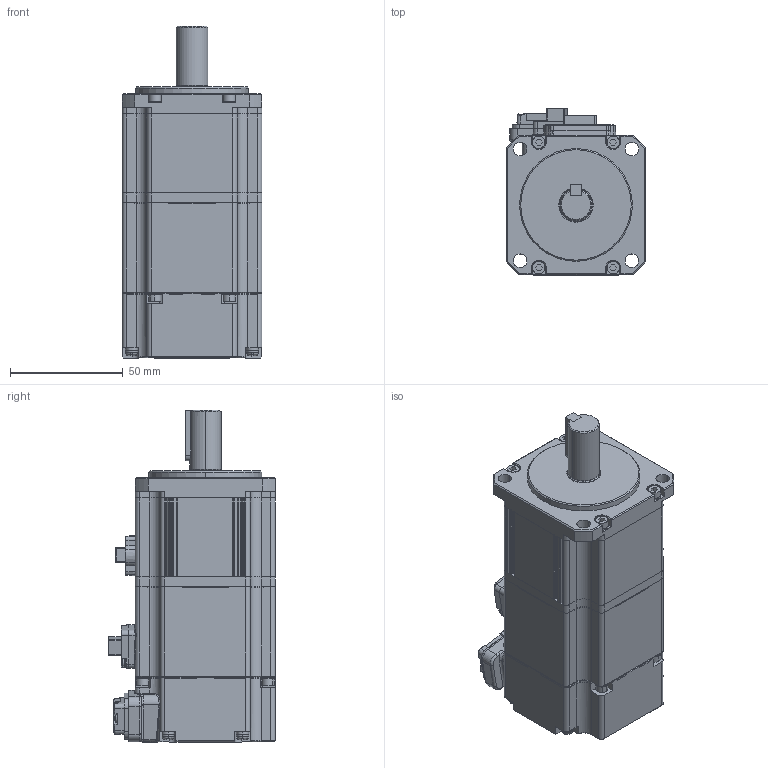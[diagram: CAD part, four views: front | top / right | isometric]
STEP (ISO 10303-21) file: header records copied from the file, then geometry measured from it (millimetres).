
FILE_DESCRIPTION (( 'STEP AP214' ), '1' );
FILE_NAME ('APMC-FBL01AMK2-8-AD.STEP', '2024-03-25T18:05:53', ( '' ), ( '' ), 'SwSTEP 2.0', 'SolidWorks 2021', '' );
FILE_SCHEMA (( 'AUTOMOTIVE_DESIGN' ));
Length unit declared in the file: inch
Products named in the file (1): APMC-FBL01AMK2-8-AD
Bounding box: 62 x 73.8 x 147.2 mm (x, y, z)
Volume: 411963.5 mm3; surface area: 96010.9 mm2
Topology: 51 solids, 51 shells, 2196 faces, 5745 edges, 3739 vertices
Faces by surface type: plane 1289, cylinder 673, bspline 118, cone 91, torus 17, sphere 8
Entity records: 72490 total; most frequent: CARTESIAN_POINT 17566, ORIENTED_EDGE 11488, DIRECTION 10944, EDGE_CURVE 5744, LINE 3784, VECTOR 3784, VERTEX_POINT 3739, AXIS2_PLACEMENT_3D 3580
